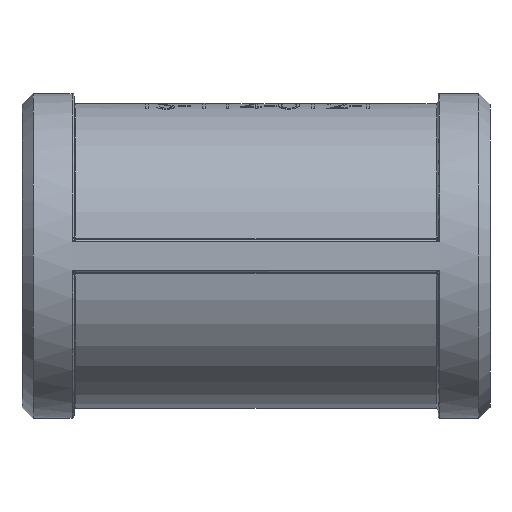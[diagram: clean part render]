
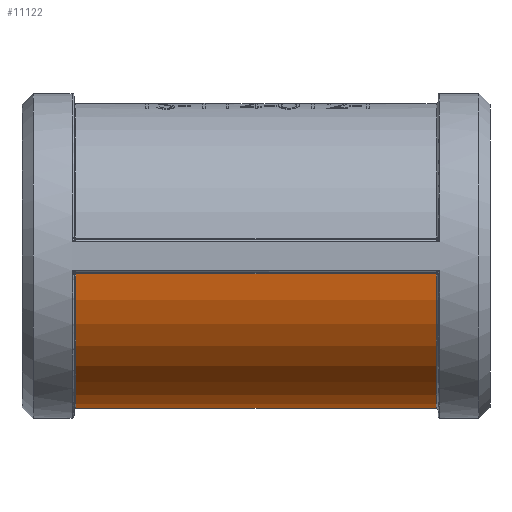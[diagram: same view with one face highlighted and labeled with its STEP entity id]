
A CAD part, front view. The second image highlights one B-rep face of the part: STEP entity #11122.
In plain terms, the highlighted cylindrical face has radius 23.5 mm (diameter 47 mm), a partial arc.
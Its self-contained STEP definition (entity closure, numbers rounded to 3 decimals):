
#127 = CARTESIAN_POINT ( 'NONE',  ( 27.7, 23.337, -2.765 ) ) ;
#192 = CARTESIAN_POINT ( 'NONE',  ( -17.176, 23.337, -2.765 ) ) ;
#198 = CARTESIAN_POINT ( 'NONE',  ( -27.7, 23.337, -2.765 ) ) ;
#247 = CARTESIAN_POINT ( 'NONE',  ( -27.7, -23.337, -2.765 ) ) ;
#266 = CARTESIAN_POINT ( 'NONE',  ( 0., 18.548, -14.43 ) ) ;
#272 = CARTESIAN_POINT ( 'NONE',  ( 27.7, -23.337, -2.765 ) ) ;
#278 = CARTESIAN_POINT ( 'NONE',  ( 17.176, 23.337, -2.765 ) ) ;
#584 = CYLINDRICAL_SURFACE ( 'NONE', #8340, 23.5 ) ;
#594 = FACE_OUTER_BOUND ( 'NONE', #2927, .T. ) ;
#608 = CARTESIAN_POINT ( 'NONE',  ( 0., 0., 0. ) ) ;
#636 = DIRECTION ( 'NONE',  ( 0., -1., 0. ) ) ;
#685 = DIRECTION ( 'NONE',  ( 1., 0., 0. ) ) ;
#2588 = ORIENTED_EDGE ( 'NONE', *, *, #16846, .F. ) ;
#2594 = ORIENTED_EDGE ( 'NONE', *, *, #16933, .F. ) ;
#2628 = ORIENTED_EDGE ( 'NONE', *, *, #16935, .F. ) ;
#2632 = ORIENTED_EDGE ( 'NONE', *, *, #16819, .F. ) ;
#2633 = ORIENTED_EDGE ( 'NONE', *, *, #16928, .F. ) ;
#2638 = ORIENTED_EDGE ( 'NONE', *, *, #16888, .F. ) ;
#2639 = ORIENTED_EDGE ( 'NONE', *, *, #16863, .F. ) ;
#2927 = EDGE_LOOP ( 'NONE', ( #2638, #2632, #2633, #2628, #2588, #2639, #2594 ) ) ;
#8340 = AXIS2_PLACEMENT_3D ( 'NONE', #608, #685, #636 ) ;
#11122 = ADVANCED_FACE ( 'NONE', ( #594 ), #584, .T. ) ;
#12159 = CIRCLE ( 'NONE', #12163, 23.5 ) ;
#12163 = AXIS2_PLACEMENT_3D ( 'NONE', #17315, #17301, #17296 ) ;
#12176 = VECTOR ( 'NONE', #16782, 1000. ) ;
#12208 = VECTOR ( 'NONE', #17522, 1000. ) ;
#12233 = CIRCLE ( 'NONE', #12237, 23.5 ) ;
#12234 = VECTOR ( 'NONE', #17539, 1000. ) ;
#12237 = AXIS2_PLACEMENT_3D ( 'NONE', #17517, #17507, #17520 ) ;
#16701 = LINE ( 'NONE', #16739, #12176 ) ;
#16739 = CARTESIAN_POINT ( 'NONE',  ( 0., -23.337, -2.765 ) ) ;
#16782 = DIRECTION ( 'NONE',  ( 1., 0., 0. ) ) ;
#16819 = EDGE_CURVE ( 'NONE', #18837, #18851, #16701, .T. ) ;
#16823 = CARTESIAN_POINT ( 'NONE',  ( 0., 18.548, -14.43 ) ) ;
#16830 = CARTESIAN_POINT ( 'NONE',  ( -2.371, 18.548, -14.43 ) ) ;
#16846 = EDGE_CURVE ( 'NONE', #18848, #18834, #18690, .T. ) ;
#16863 = EDGE_CURVE ( 'NONE', #18807, #18848, #18705, .T. ) ;
#16888 = EDGE_CURVE ( 'NONE', #18851, #18806, #12159, .T. ) ;
#16928 = EDGE_CURVE ( 'NONE', #18839, #18837, #12233, .T. ) ;
#16933 = EDGE_CURVE ( 'NONE', #18806, #18807, #17508, .T. ) ;
#16935 = EDGE_CURVE ( 'NONE', #18834, #18839, #17509, .T. ) ;
#16960 = CARTESIAN_POINT ( 'NONE',  ( -7.068, 19.225, -13.607 ) ) ;
#16962 = CARTESIAN_POINT ( 'NONE',  ( -11.761, 20.884, -10.958 ) ) ;
#16964 = CARTESIAN_POINT ( 'NONE',  ( -15.351, 22.422, -7.361 ) ) ;
#16969 = CARTESIAN_POINT ( 'NONE',  ( -16.724, 23.111, -4.671 ) ) ;
#17011 = CARTESIAN_POINT ( 'NONE',  ( -17.176, 23.337, -2.765 ) ) ;
#17177 = CARTESIAN_POINT ( 'NONE',  ( 16.724, 23.111, -4.671 ) ) ;
#17178 = CARTESIAN_POINT ( 'NONE',  ( 14.885, 22.195, -8.255 ) ) ;
#17179 = CARTESIAN_POINT ( 'NONE',  ( 10.084, 20.181, -12.226 ) ) ;
#17181 = CARTESIAN_POINT ( 'NONE',  ( 4.752, 18.787, -14.126 ) ) ;
#17183 = CARTESIAN_POINT ( 'NONE',  ( 1.186, 18.548, -14.43 ) ) ;
#17189 = CARTESIAN_POINT ( 'NONE',  ( 17.176, 23.337, -2.765 ) ) ;
#17203 = CARTESIAN_POINT ( 'NONE',  ( 0., 18.548, -14.43 ) ) ;
#17296 = DIRECTION ( 'NONE',  ( 0., 0., -1. ) ) ;
#17301 = DIRECTION ( 'NONE',  ( 1., 0., 0. ) ) ;
#17315 = CARTESIAN_POINT ( 'NONE',  ( 27.7, 0., 0. ) ) ;
#17507 = DIRECTION ( 'NONE',  ( -1., 0., 0. ) ) ;
#17508 = LINE ( 'NONE', #17549, #12234 ) ;
#17509 = LINE ( 'NONE', #17529, #12208 ) ;
#17517 = CARTESIAN_POINT ( 'NONE',  ( -27.7, 0., 0. ) ) ;
#17520 = DIRECTION ( 'NONE',  ( 0., 0., -1. ) ) ;
#17522 = DIRECTION ( 'NONE',  ( -1., 0., 0. ) ) ;
#17529 = CARTESIAN_POINT ( 'NONE',  ( 0., 23.337, -2.765 ) ) ;
#17539 = DIRECTION ( 'NONE',  ( -1., 0., 0. ) ) ;
#17549 = CARTESIAN_POINT ( 'NONE',  ( 0., 23.337, -2.765 ) ) ;
#18690 = B_SPLINE_CURVE_WITH_KNOTS ( 'NONE', 3,
 ( #16823, #16830, #16960, #16962, #16964, #16969, #17011 ),
 .UNSPECIFIED., .F., .F.,
 ( 4, 1, 1, 1, 4 ),
 ( 0., 0.286, 0.571, 0.714, 1. ),
 .UNSPECIFIED. ) ;
#18705 = B_SPLINE_CURVE_WITH_KNOTS ( 'NONE', 3,
 ( #17189, #17177, #17178, #17179, #17181, #17183, #17203 ),
 .UNSPECIFIED., .F., .F.,
 ( 4, 1, 1, 1, 4 ),
 ( 0., 0.286, 0.571, 0.857, 1. ),
 .UNSPECIFIED. ) ;
#18806 = VERTEX_POINT ( 'NONE', #127 ) ;
#18807 = VERTEX_POINT ( 'NONE', #278 ) ;
#18834 = VERTEX_POINT ( 'NONE', #192 ) ;
#18837 = VERTEX_POINT ( 'NONE', #247 ) ;
#18839 = VERTEX_POINT ( 'NONE', #198 ) ;
#18848 = VERTEX_POINT ( 'NONE', #266 ) ;
#18851 = VERTEX_POINT ( 'NONE', #272 ) ;
